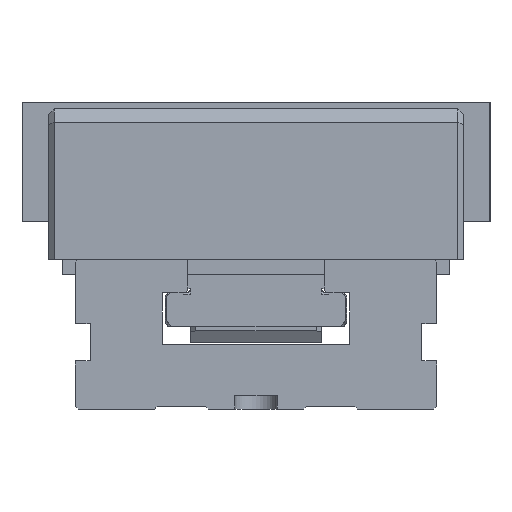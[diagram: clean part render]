
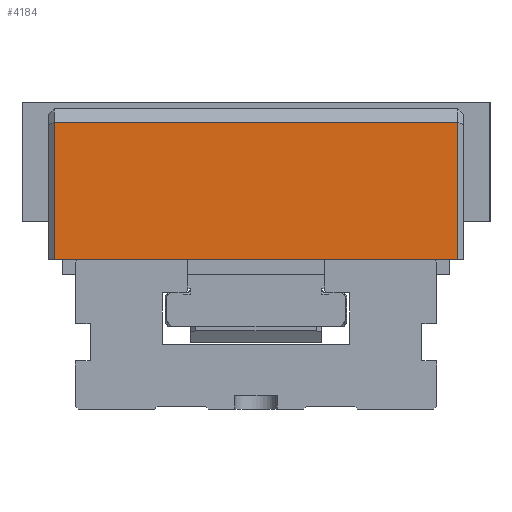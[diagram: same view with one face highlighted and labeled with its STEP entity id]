
A CAD part, left-side view. The second image highlights one B-rep face of the part: STEP entity #4184.
In plain terms, the highlighted planar face has unit normal (-1, 0, 0).
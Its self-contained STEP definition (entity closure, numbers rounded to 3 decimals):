
#3774=FACE_OUTER_BOUND('',#5452,.T.);
#4184=ADVANCED_FACE('',(#3774),#4536,.T.);
#4536=PLANE('',#11698);
#5452=EDGE_LOOP('',(#7034,#7035,#7036,#7037));
#7034=ORIENTED_EDGE('',*,*,#9345,.T.);
#7035=ORIENTED_EDGE('',*,*,#9358,.T.);
#7036=ORIENTED_EDGE('',*,*,#9359,.T.);
#7037=ORIENTED_EDGE('',*,*,#9360,.T.);
#8451=VERTEX_POINT('',#16100);
#8452=VERTEX_POINT('',#16102);
#8463=VERTEX_POINT('',#16128);
#8464=VERTEX_POINT('',#16130);
#9345=EDGE_CURVE('',#8452,#8451,#10196,.T.);
#9358=EDGE_CURVE('',#8451,#8463,#10205,.T.);
#9359=EDGE_CURVE('',#8463,#8464,#10206,.T.);
#9360=EDGE_CURVE('',#8464,#8452,#10207,.T.);
#10196=LINE('',#16101,#10915);
#10205=LINE('',#16127,#10924);
#10206=LINE('',#16129,#10925);
#10207=LINE('',#16131,#10926);
#10915=VECTOR('',#13179,1.);
#10924=VECTOR('',#13200,1.);
#10925=VECTOR('',#13201,1.);
#10926=VECTOR('',#13202,1.);
#11698=AXIS2_PLACEMENT_3D('',#16132,#13203,#13204);
#13179=DIRECTION('',(0.,-1.,0.));
#13200=DIRECTION('',(0.,0.,1.));
#13201=DIRECTION('',(0.,1.,0.));
#13202=DIRECTION('',(0.,0.,-1.));
#13203=DIRECTION('',(-1.,0.,0.));
#13204=DIRECTION('',(0.,0.,-1.));
#16100=CARTESIAN_POINT('',(-72.,-8.,13.187));
#16101=CARTESIAN_POINT('',(-72.,67.5,13.187));
#16102=CARTESIAN_POINT('',(-72.,143.,13.187));
#16127=CARTESIAN_POINT('',(-72.,-8.,13.037));
#16128=CARTESIAN_POINT('',(-72.,-8.,64.437));
#16129=CARTESIAN_POINT('',(-72.,67.5,64.437));
#16130=CARTESIAN_POINT('',(-72.,143.,64.437));
#16131=CARTESIAN_POINT('',(-72.,143.,13.037));
#16132=CARTESIAN_POINT('',(-72.,67.5,13.037));
